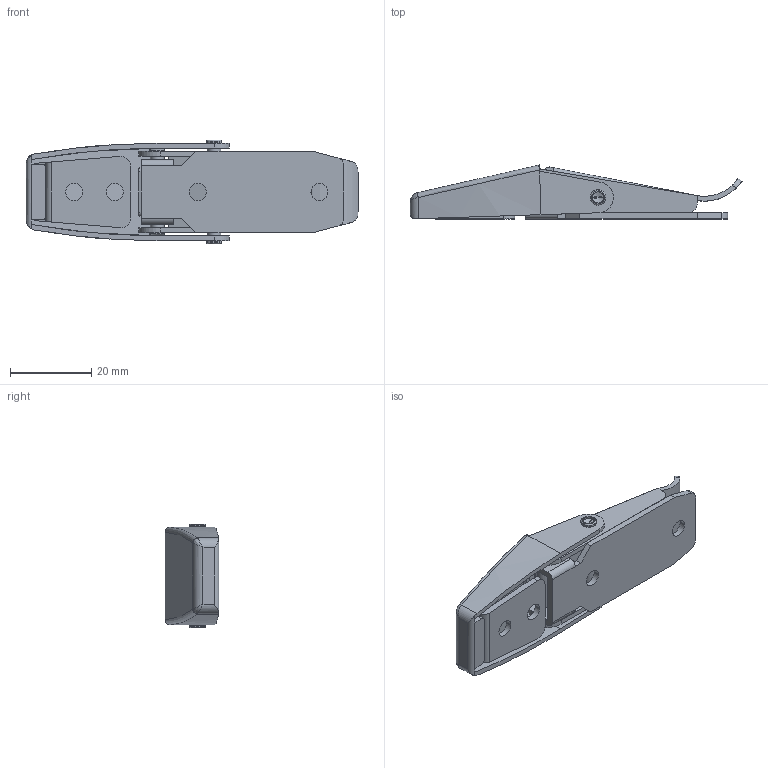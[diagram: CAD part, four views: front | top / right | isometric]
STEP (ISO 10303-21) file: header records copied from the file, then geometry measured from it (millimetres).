
FILE_DESCRIPTION (( 'STEP AP203' ), '1' );
FILE_NAME ('C-1144-2A.STEP', '2012-10-04T08:38:10', ( '11sw' ), ( 'タキゲン製造株式会社' ), 'SwSTEP 2.0', 'SolidWorks 2011', '' );
FILE_SCHEMA (( 'CONFIG_CONTROL_DESIGN' ));
Length unit declared in the file: millimetre
Products named in the file (7): C-1144-2A_フック; C-1144-2A_ピンB; C-1144-2A_レバー; C-1144-2A_ピンA; C-1144-2A_受板; C-1144-2A_取付板; C-1144-2A
Assembly tree (6 placements, depth 2):
  C-1144-2A
    C-1144-2A_フック
    C-1144-2A_取付板
    C-1144-2A_レバー
    C-1144-2A_ピンA
    C-1144-2A_ピンB
    C-1144-2A_受板
Bounding box: 81.88 x 13.29 x 25.6 mm (x, y, z)
Volume: 6305.2 mm3; surface area: 10767.4 mm2
Topology: 6 solids, 6 shells, 191 faces, 491 edges, 308 vertices
Faces by surface type: cylinder 86, plane 81, bspline 8, cone 8, torus 8
Entity records: 6734 total; most frequent: CARTESIAN_POINT 1381, DIRECTION 981, ORIENTED_EDGE 958, EDGE_CURVE 479, AXIS2_PLACEMENT_3D 358, VERTEX_POINT 308, VECTOR 265, LINE 265
